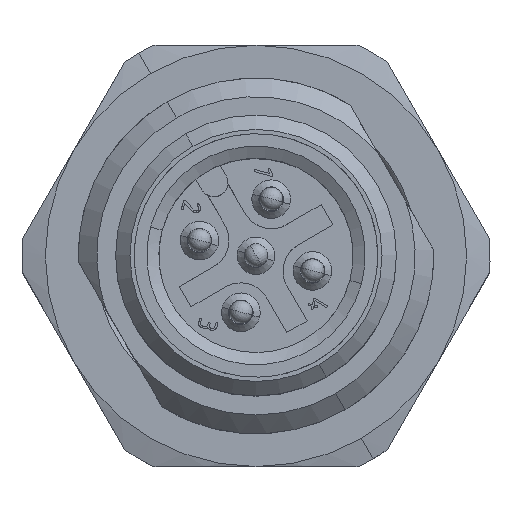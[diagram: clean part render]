
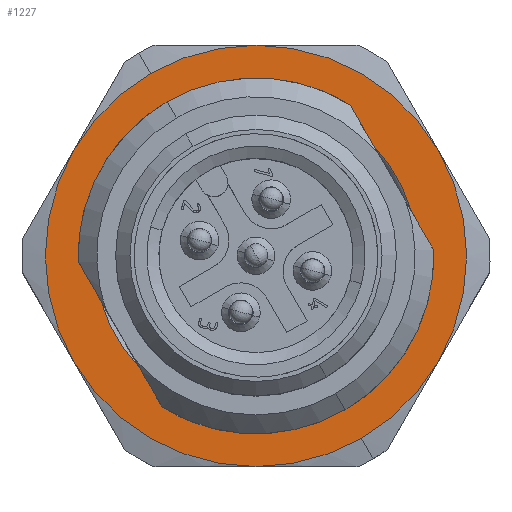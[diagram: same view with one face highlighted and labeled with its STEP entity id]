
A CAD part, top view. The second image highlights one B-rep face of the part: STEP entity #1227.
In plain terms, the highlighted planar face has unit normal (0, 0, 1).
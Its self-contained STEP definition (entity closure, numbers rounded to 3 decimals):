
#1040=AXIS2_PLACEMENT_3D('Circle Axis2P3D',#1038,#1039,$) ;
#1086=AXIS2_PLACEMENT_3D('Circle Axis2P3D',#1084,#1085,$) ;
#1099=AXIS2_PLACEMENT_3D('Plane Axis2P3D',#1096,#1097,#1098) ;
#1103=AXIS2_PLACEMENT_3D('Circle Axis2P3D',#1101,#1102,$) ;
#1108=AXIS2_PLACEMENT_3D('Circle Axis2P3D',#1106,#1107,$) ;
#1115=AXIS2_PLACEMENT_3D('Circle Axis2P3D',#1113,#1114,$) ;
#1120=AXIS2_PLACEMENT_3D('Circle Axis2P3D',#1118,#1119,$) ;
#1125=AXIS2_PLACEMENT_3D('Circle Axis2P3D',#1123,#1124,$) ;
#1130=AXIS2_PLACEMENT_3D('Circle Axis2P3D',#1128,#1129,$) ;
#1137=AXIS2_PLACEMENT_3D('Circle Axis2P3D',#1135,#1136,$) ;
#1142=AXIS2_PLACEMENT_3D('Circle Axis2P3D',#1140,#1141,$) ;
#340=CARTESIAN_POINT('Vertex',(5.022,4.222,16.25)) ;
#343=CARTESIAN_POINT('Line Origine',(5.507,3.382,16.25)) ;
#347=CARTESIAN_POINT('Vertex',(5.991,2.543,16.25)) ;
#388=CARTESIAN_POINT('Vertex',(2.404,8.757,16.25)) ;
#391=CARTESIAN_POINT('Line Origine',(2.888,7.918,16.25)) ;
#395=CARTESIAN_POINT('Vertex',(3.373,7.078,16.25)) ;
#532=CARTESIAN_POINT('Vertex',(14.978,13.778,16.25)) ;
#535=CARTESIAN_POINT('Line Origine',(14.493,14.618,16.25)) ;
#539=CARTESIAN_POINT('Vertex',(14.009,15.457,16.25)) ;
#580=CARTESIAN_POINT('Vertex',(17.596,9.243,16.25)) ;
#583=CARTESIAN_POINT('Line Origine',(17.112,10.082,16.25)) ;
#587=CARTESIAN_POINT('Vertex',(16.627,10.922,16.25)) ;
#631=CARTESIAN_POINT('Vertex',(10.,0.,16.25)) ;
#693=CARTESIAN_POINT('Vertex',(2.206,4.5,16.25)) ;
#755=CARTESIAN_POINT('Vertex',(2.206,13.5,16.25)) ;
#842=CARTESIAN_POINT('Vertex',(10.,18.,16.25)) ;
#904=CARTESIAN_POINT('Vertex',(17.794,13.5,16.25)) ;
#966=CARTESIAN_POINT('Vertex',(17.794,4.5,16.25)) ;
#1038=CARTESIAN_POINT('Axis2P3D Location',(10.,9.,16.25)) ;
#1084=CARTESIAN_POINT('Axis2P3D Location',(10.,9.,16.25)) ;
#1096=CARTESIAN_POINT('Axis2P3D Location',(10.,9.,16.25)) ;
#1101=CARTESIAN_POINT('Axis2P3D Location',(10.,9.,16.25)) ;
#1106=CARTESIAN_POINT('Axis2P3D Location',(10.,9.,16.25)) ;
#1110=CARTESIAN_POINT('Vertex',(14.5,1.206,16.25)) ;
#1113=CARTESIAN_POINT('Axis2P3D Location',(10.,9.,16.25)) ;
#1118=CARTESIAN_POINT('Axis2P3D Location',(10.,9.,16.25)) ;
#1123=CARTESIAN_POINT('Axis2P3D Location',(10.,9.,16.25)) ;
#1128=CARTESIAN_POINT('Axis2P3D Location',(10.,9.,16.25)) ;
#1132=CARTESIAN_POINT('Vertex',(5.5,16.794,16.25)) ;
#1135=CARTESIAN_POINT('Axis2P3D Location',(10.,9.,16.25)) ;
#1140=CARTESIAN_POINT('Axis2P3D Location',(10.,9.,16.25)) ;
#1156=CARTESIAN_POINT('Control Point',(17.596,9.243,16.25)) ;
#1157=CARTESIAN_POINT('Control Point',(17.622,8.433,16.25)) ;
#1158=CARTESIAN_POINT('Control Point',(17.54,7.62,16.25)) ;
#1159=CARTESIAN_POINT('Control Point',(17.349,6.822,16.25)) ;
#1160=CARTESIAN_POINT('Control Point',(16.76,5.297,16.25)) ;
#1161=CARTESIAN_POINT('Control Point',(15.792,3.98,16.25)) ;
#1162=CARTESIAN_POINT('Control Point',(15.223,3.389,16.25)) ;
#1163=CARTESIAN_POINT('Control Point',(14.566,2.87,16.25)) ;
#1164=CARTESIAN_POINT('Control Point',(13.851,2.448,16.25)) ;
#1165=CARTESIAN_POINT('Control Point',(13.834,2.438,16.25)) ;
#1166=CARTESIAN_POINT('Control Point',(13.817,2.428,16.25)) ;
#1167=CARTESIAN_POINT('Control Point',(13.8,2.418,16.25)) ;
#1168=CARTESIAN_POINT('Vertex',(13.8,2.418,16.25)) ;
#1172=CARTESIAN_POINT('Control Point',(13.8,2.418,16.25)) ;
#1173=CARTESIAN_POINT('Control Point',(13.098,2.013,16.25)) ;
#1174=CARTESIAN_POINT('Control Point',(12.343,1.701,16.25)) ;
#1175=CARTESIAN_POINT('Control Point',(11.549,1.493,16.25)) ;
#1176=CARTESIAN_POINT('Control Point',(9.927,1.292,16.25)) ;
#1177=CARTESIAN_POINT('Control Point',(8.308,1.524,16.25)) ;
#1178=CARTESIAN_POINT('Control Point',(7.519,1.747,16.25)) ;
#1179=CARTESIAN_POINT('Control Point',(6.751,2.081,16.25)) ;
#1180=CARTESIAN_POINT('Control Point',(6.042,2.512,16.25)) ;
#1181=CARTESIAN_POINT('Control Point',(6.025,2.522,16.25)) ;
#1182=CARTESIAN_POINT('Control Point',(6.008,2.533,16.25)) ;
#1183=CARTESIAN_POINT('Control Point',(5.991,2.543,16.25)) ;
#1186=CARTESIAN_POINT('Control Point',(2.404,8.757,16.25)) ;
#1187=CARTESIAN_POINT('Control Point',(2.378,9.567,16.25)) ;
#1188=CARTESIAN_POINT('Control Point',(2.46,10.38,16.25)) ;
#1189=CARTESIAN_POINT('Control Point',(2.651,11.178,16.25)) ;
#1190=CARTESIAN_POINT('Control Point',(3.24,12.703,16.25)) ;
#1191=CARTESIAN_POINT('Control Point',(4.208,14.02,16.25)) ;
#1192=CARTESIAN_POINT('Control Point',(4.777,14.611,16.25)) ;
#1193=CARTESIAN_POINT('Control Point',(5.434,15.13,16.25)) ;
#1194=CARTESIAN_POINT('Control Point',(6.149,15.552,16.25)) ;
#1195=CARTESIAN_POINT('Control Point',(6.166,15.562,16.25)) ;
#1196=CARTESIAN_POINT('Control Point',(6.183,15.572,16.25)) ;
#1197=CARTESIAN_POINT('Control Point',(6.2,15.582,16.25)) ;
#1198=CARTESIAN_POINT('Vertex',(6.2,15.582,16.25)) ;
#1202=CARTESIAN_POINT('Control Point',(6.2,15.582,16.25)) ;
#1203=CARTESIAN_POINT('Control Point',(6.902,15.987,16.25)) ;
#1204=CARTESIAN_POINT('Control Point',(7.657,16.299,16.25)) ;
#1205=CARTESIAN_POINT('Control Point',(8.451,16.507,16.25)) ;
#1206=CARTESIAN_POINT('Control Point',(10.073,16.708,16.25)) ;
#1207=CARTESIAN_POINT('Control Point',(11.692,16.476,16.25)) ;
#1208=CARTESIAN_POINT('Control Point',(12.481,16.253,16.25)) ;
#1209=CARTESIAN_POINT('Control Point',(13.249,15.919,16.25)) ;
#1210=CARTESIAN_POINT('Control Point',(13.958,15.488,16.25)) ;
#1211=CARTESIAN_POINT('Control Point',(13.975,15.478,16.25)) ;
#1212=CARTESIAN_POINT('Control Point',(13.992,15.467,16.25)) ;
#1213=CARTESIAN_POINT('Control Point',(14.009,15.457,16.25)) ;
#344=DIRECTION('Vector Direction',(0.5,-0.866,0.)) ;
#392=DIRECTION('Vector Direction',(0.5,-0.866,0.)) ;
#536=DIRECTION('Vector Direction',(-0.5,0.866,0.)) ;
#584=DIRECTION('Vector Direction',(-0.5,0.866,0.)) ;
#1039=DIRECTION('Axis2P3D Direction',(0.,0.,-1.)) ;
#1085=DIRECTION('Axis2P3D Direction',(0.,-0.,-1.)) ;
#1097=DIRECTION('Axis2P3D Direction',(-0.,0.,1.)) ;
#1098=DIRECTION('Axis2P3D XDirection',(0.5,-0.866,0.)) ;
#1102=DIRECTION('Axis2P3D Direction',(-0.,0.,1.)) ;
#1107=DIRECTION('Axis2P3D Direction',(-0.,0.,1.)) ;
#1114=DIRECTION('Axis2P3D Direction',(-0.,0.,1.)) ;
#1119=DIRECTION('Axis2P3D Direction',(-0.,0.,1.)) ;
#1124=DIRECTION('Axis2P3D Direction',(-0.,0.,1.)) ;
#1129=DIRECTION('Axis2P3D Direction',(-0.,0.,1.)) ;
#1136=DIRECTION('Axis2P3D Direction',(-0.,0.,1.)) ;
#1141=DIRECTION('Axis2P3D Direction',(-0.,0.,1.)) ;
#345=VECTOR('Line Direction',#344,1.) ;
#393=VECTOR('Line Direction',#392,1.) ;
#537=VECTOR('Line Direction',#536,1.) ;
#585=VECTOR('Line Direction',#584,1.) ;
#1146=ORIENTED_EDGE('',*,*,#1105,.T.) ;
#1147=ORIENTED_EDGE('',*,*,#1112,.T.) ;
#1148=ORIENTED_EDGE('',*,*,#1117,.T.) ;
#1149=ORIENTED_EDGE('',*,*,#1122,.T.) ;
#1150=ORIENTED_EDGE('',*,*,#1127,.T.) ;
#1151=ORIENTED_EDGE('',*,*,#1134,.T.) ;
#1152=ORIENTED_EDGE('',*,*,#1139,.T.) ;
#1153=ORIENTED_EDGE('',*,*,#1144,.T.) ;
#1216=ORIENTED_EDGE('',*,*,#541,.F.) ;
#1217=ORIENTED_EDGE('',*,*,#1042,.T.) ;
#1218=ORIENTED_EDGE('',*,*,#589,.F.) ;
#1219=ORIENTED_EDGE('',*,*,#1170,.T.) ;
#1220=ORIENTED_EDGE('',*,*,#1184,.T.) ;
#1221=ORIENTED_EDGE('',*,*,#349,.F.) ;
#1222=ORIENTED_EDGE('',*,*,#1088,.T.) ;
#1223=ORIENTED_EDGE('',*,*,#397,.F.) ;
#1224=ORIENTED_EDGE('',*,*,#1200,.T.) ;
#1225=ORIENTED_EDGE('',*,*,#1214,.T.) ;
#1226=FACE_BOUND('',#1215,.T.) ;
#1227=ADVANCED_FACE('Hauptkoerper',(#1154,#1226),#1100,.T.) ;
#1155=B_SPLINE_CURVE_WITH_KNOTS('',5,(#1156,#1157,#1158,#1159,#1160,#1161,#1162,#1163,#1164,#1165,#1166,#1167),.UNSPECIFIED.,.F.,.U.,(6,3,3,6),(0.,5.746,11.493,11.633),.UNSPECIFIED.) ;
#1171=B_SPLINE_CURVE_WITH_KNOTS('',5,(#1172,#1173,#1174,#1175,#1176,#1177,#1178,#1179,#1180,#1181,#1182,#1183),.UNSPECIFIED.,.F.,.U.,(6,3,3,6),(0.,5.746,11.492,11.632),.UNSPECIFIED.) ;
#1185=B_SPLINE_CURVE_WITH_KNOTS('',5,(#1186,#1187,#1188,#1189,#1190,#1191,#1192,#1193,#1194,#1195,#1196,#1197),.UNSPECIFIED.,.F.,.U.,(6,3,3,6),(0.,5.746,11.493,11.633),.UNSPECIFIED.) ;
#1201=B_SPLINE_CURVE_WITH_KNOTS('',5,(#1202,#1203,#1204,#1205,#1206,#1207,#1208,#1209,#1210,#1211,#1212,#1213),.UNSPECIFIED.,.F.,.U.,(6,3,3,6),(0.,5.746,11.492,11.632),.UNSPECIFIED.) ;
#1041=CIRCLE('generated circle',#1040,6.9) ;
#1087=CIRCLE('generated circle',#1086,6.9) ;
#1104=CIRCLE('generated circle',#1103,9.) ;
#1109=CIRCLE('generated circle',#1108,9.) ;
#1116=CIRCLE('generated circle',#1115,9.) ;
#1121=CIRCLE('generated circle',#1120,9.) ;
#1126=CIRCLE('generated circle',#1125,9.) ;
#1131=CIRCLE('generated circle',#1130,9.) ;
#1138=CIRCLE('generated circle',#1137,9.) ;
#1143=CIRCLE('generated circle',#1142,9.) ;
#349=EDGE_CURVE('',#341,#348,#346,.T.) ;
#397=EDGE_CURVE('',#389,#396,#394,.T.) ;
#541=EDGE_CURVE('',#533,#540,#538,.T.) ;
#589=EDGE_CURVE('',#581,#588,#586,.T.) ;
#1042=EDGE_CURVE('',#533,#588,#1041,.T.) ;
#1088=EDGE_CURVE('',#341,#396,#1087,.T.) ;
#1105=EDGE_CURVE('',#694,#632,#1104,.T.) ;
#1112=EDGE_CURVE('',#632,#1111,#1109,.T.) ;
#1117=EDGE_CURVE('',#1111,#967,#1116,.T.) ;
#1122=EDGE_CURVE('',#967,#905,#1121,.T.) ;
#1127=EDGE_CURVE('',#905,#843,#1126,.T.) ;
#1134=EDGE_CURVE('',#843,#1133,#1131,.T.) ;
#1139=EDGE_CURVE('',#1133,#756,#1138,.T.) ;
#1144=EDGE_CURVE('',#756,#694,#1143,.T.) ;
#1170=EDGE_CURVE('',#581,#1169,#1155,.T.) ;
#1184=EDGE_CURVE('',#1169,#348,#1171,.T.) ;
#1200=EDGE_CURVE('',#389,#1199,#1185,.T.) ;
#1214=EDGE_CURVE('',#1199,#540,#1201,.T.) ;
#1145=EDGE_LOOP('',(#1146,#1147,#1148,#1149,#1150,#1151,#1152,#1153)) ;
#1215=EDGE_LOOP('',(#1216,#1217,#1218,#1219,#1220,#1221,#1222,#1223,#1224,#1225)) ;
#1154=FACE_OUTER_BOUND('',#1145,.T.) ;
#346=LINE('Line',#343,#345) ;
#394=LINE('Line',#391,#393) ;
#538=LINE('Line',#535,#537) ;
#586=LINE('Line',#583,#585) ;
#1100=PLANE('',#1099) ;
#341=VERTEX_POINT('',#340) ;
#348=VERTEX_POINT('',#347) ;
#389=VERTEX_POINT('',#388) ;
#396=VERTEX_POINT('',#395) ;
#533=VERTEX_POINT('',#532) ;
#540=VERTEX_POINT('',#539) ;
#581=VERTEX_POINT('',#580) ;
#588=VERTEX_POINT('',#587) ;
#632=VERTEX_POINT('',#631) ;
#694=VERTEX_POINT('',#693) ;
#756=VERTEX_POINT('',#755) ;
#843=VERTEX_POINT('',#842) ;
#905=VERTEX_POINT('',#904) ;
#967=VERTEX_POINT('',#966) ;
#1111=VERTEX_POINT('',#1110) ;
#1133=VERTEX_POINT('',#1132) ;
#1169=VERTEX_POINT('',#1168) ;
#1199=VERTEX_POINT('',#1198) ;
